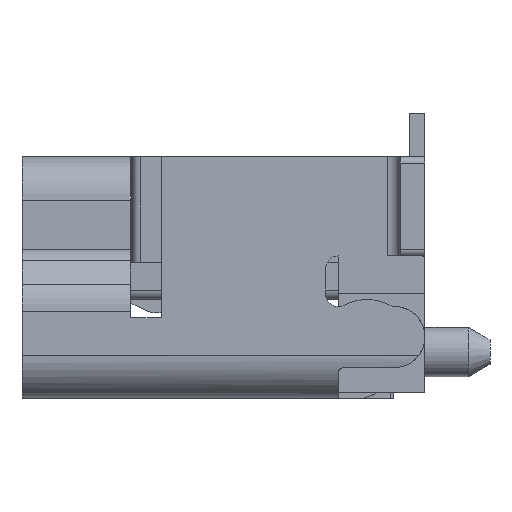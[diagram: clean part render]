
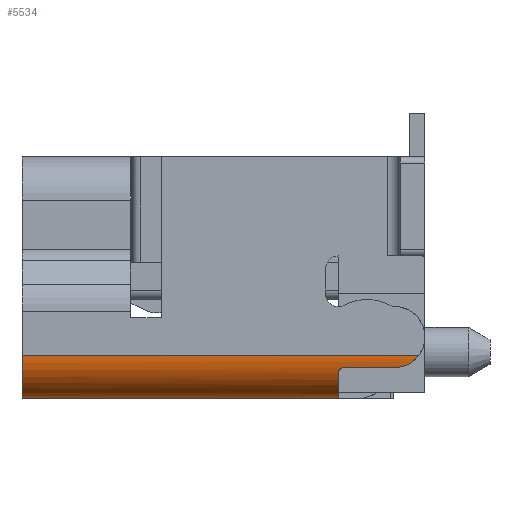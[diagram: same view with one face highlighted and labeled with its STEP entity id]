
A CAD part, left-side view. The second image highlights one B-rep face of the part: STEP entity #5534.
In plain terms, the highlighted cylindrical face has radius 0.7 mm (diameter 1.4 mm), a partial arc.
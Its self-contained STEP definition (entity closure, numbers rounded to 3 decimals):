
#383 = CARTESIAN_POINT ( 'NONE',  ( -3.767, -4.648, 0.386 ) ) ;
#449 = CARTESIAN_POINT ( 'NONE',  ( -3.737, -4.6, 0.309 ) ) ;
#491 = CARTESIAN_POINT ( 'NONE',  ( -3.8, -2.721, 0.6 ) ) ;
#828 = DIRECTION ( 'NONE',  ( 0., 1., 0. ) ) ;
#876 = DIRECTION ( 'NONE',  ( 0., -1., 0. ) ) ;
#1522 = EDGE_CURVE ( 'NONE', #17220, #7037, #2903, .T. ) ;
#1973 = CARTESIAN_POINT ( 'NONE',  ( -3.769, -4.668, 0.395 ) ) ;
#2022 = EDGE_CURVE ( 'NONE', #9968, #10353, #12724, .T. ) ;
#2059 = CARTESIAN_POINT ( 'NONE',  ( -3.771, -5.508, 0.4 ) ) ;
#2347 = CARTESIAN_POINT ( 'NONE',  ( -3.1, -5.942, 0.6 ) ) ;
#2578 = CARTESIAN_POINT ( 'NONE',  ( -3.8, 0.5, 0.6 ) ) ;
#2741 = VERTEX_POINT ( 'NONE', #12143 ) ;
#2762 = VERTEX_POINT ( 'NONE', #7699 ) ;
#2903 = LINE ( 'NONE', #18849, #16901 ) ;
#3171 = FACE_OUTER_BOUND ( 'NONE', #10844, .T. ) ;
#3260 = CARTESIAN_POINT ( 'NONE',  ( -3.77, -4.678, 0.398 ) ) ;
#3393 = CARTESIAN_POINT ( 'NONE',  ( -3.8, -5.904, 0.6 ) ) ;
#3718 = CARTESIAN_POINT ( 'NONE',  ( -3.1, -4.6, 0.6 ) ) ;
#3889 = DIRECTION ( 'NONE',  ( -1., 0., 0. ) ) ;
#3922 = ORIENTED_EDGE ( 'NONE', *, *, #5522, .T. ) ;
#3971 = CARTESIAN_POINT ( 'NONE',  ( -3.1, 0.5, 0.6 ) ) ;
#4249 = AXIS2_PLACEMENT_3D ( 'NONE', #2347, #4309, #11614 ) ;
#4309 = DIRECTION ( 'NONE',  ( 0., 1., 0. ) ) ;
#4838 = AXIS2_PLACEMENT_3D ( 'NONE', #3971, #8385, #15774 ) ;
#4908 = CARTESIAN_POINT ( 'NONE',  ( -3.771, -5.585, 0.4 ) ) ;
#5522 = EDGE_CURVE ( 'NONE', #16459, #2762, #15090, .T. ) ;
#5534 = ADVANCED_FACE ( 'NONE', ( #3171 ), #14392, .T. ) ;
#5719 = CARTESIAN_POINT ( 'NONE',  ( -3.1, -2.5, -0.1 ) ) ;
#5848 = ORIENTED_EDGE ( 'NONE', *, *, #2022, .F. ) ;
#5857 = CARTESIAN_POINT ( 'NONE',  ( -3.771, -4.7, 0.4 ) ) ;
#6059 = ORIENTED_EDGE ( 'NONE', *, *, #15492, .F. ) ;
#6245 = CARTESIAN_POINT ( 'NONE',  ( -3.764, -4.64, 0.38 ) ) ;
#6752 = EDGE_CURVE ( 'NONE', #10353, #17220, #16584, .T. ) ;
#7037 = VERTEX_POINT ( 'NONE', #16066 ) ;
#7263 = VECTOR ( 'NONE', #876, 1000. ) ;
#7417 = DIRECTION ( 'NONE',  ( 0., 1., 0. ) ) ;
#7699 = CARTESIAN_POINT ( 'NONE',  ( -3.1, -4.6, -0.1 ) ) ;
#7789 = CARTESIAN_POINT ( 'NONE',  ( -3.762, -4.631, 0.373 ) ) ;
#7849 = CARTESIAN_POINT ( 'NONE',  ( -3.756, -4.618, 0.357 ) ) ;
#7854 = B_SPLINE_CURVE_WITH_KNOTS ( 'NONE', 3,
 ( #5857, #10345, #3260, #1973, #17933, #383, #6245, #7789, #15112, #7849, #14981, #13622, #10733, #12161, #449, #18064 ),
 .UNSPECIFIED., .F., .F.,
 ( 4, 3, 3, 3, 3, 4 ),
 ( 0., 0., 0., 0., 0., 0. ),
 .UNSPECIFIED. ) ;
#7864 = CARTESIAN_POINT ( 'NONE',  ( -3.8, -5.858, 0.538 ) ) ;
#7870 = ORIENTED_EDGE ( 'NONE', *, *, #6752, .F. ) ;
#8385 = DIRECTION ( 'NONE',  ( 0., 1., 0. ) ) ;
#8814 = CARTESIAN_POINT ( 'NONE',  ( -3.1, 0.5, -0.1 ) ) ;
#9409 = CARTESIAN_POINT ( 'NONE',  ( -3.792, -5.798, 0.487 ) ) ;
#9464 = ORIENTED_EDGE ( 'NONE', *, *, #12349, .F. ) ;
#9968 = VERTEX_POINT ( 'NONE', #2578 ) ;
#10345 = CARTESIAN_POINT ( 'NONE',  ( -3.771, -4.689, 0.4 ) ) ;
#10353 = VERTEX_POINT ( 'NONE', #3393 ) ;
#10438 = EDGE_CURVE ( 'NONE', #2762, #2741, #16569, .T. ) ;
#10733 = CARTESIAN_POINT ( 'NONE',  ( -3.745, -4.604, 0.328 ) ) ;
#10810 = CARTESIAN_POINT ( 'NONE',  ( -3.8, -5.904, 0.6 ) ) ;
#10844 = EDGE_LOOP ( 'NONE', ( #16562, #6059, #17024, #7870, #5848, #9464, #3922 ) ) ;
#11614 = DIRECTION ( 'NONE',  ( -1., 0., 0. ) ) ;
#12143 = CARTESIAN_POINT ( 'NONE',  ( -3.732, -4.6, 0.3 ) ) ;
#12161 = CARTESIAN_POINT ( 'NONE',  ( -3.741, -4.601, 0.319 ) ) ;
#12267 = VECTOR ( 'NONE', #14890, 1000. ) ;
#12349 = EDGE_CURVE ( 'NONE', #16459, #9968, #19012, .T. ) ;
#12724 = LINE ( 'NONE', #491, #12267 ) ;
#13622 = CARTESIAN_POINT ( 'NONE',  ( -3.749, -4.607, 0.338 ) ) ;
#14392 = CYLINDRICAL_SURFACE ( 'NONE', #4249, 0.7 ) ;
#14890 = DIRECTION ( 'NONE',  ( 0., -1., 0. ) ) ;
#14981 = CARTESIAN_POINT ( 'NONE',  ( -3.753, -4.612, 0.348 ) ) ;
#15090 = LINE ( 'NONE', #5719, #7263 ) ;
#15112 = CARTESIAN_POINT ( 'NONE',  ( -3.76, -4.624, 0.365 ) ) ;
#15492 = EDGE_CURVE ( 'NONE', #7037, #2741, #7854, .T. ) ;
#15531 = CARTESIAN_POINT ( 'NONE',  ( -3.771, -5.508, 0.4 ) ) ;
#15774 = DIRECTION ( 'NONE',  ( -1., 0., 0. ) ) ;
#16066 = CARTESIAN_POINT ( 'NONE',  ( -3.771, -4.7, 0.4 ) ) ;
#16459 = VERTEX_POINT ( 'NONE', #8814 ) ;
#16499 = AXIS2_PLACEMENT_3D ( 'NONE', #3718, #828, #3889 ) ;
#16535 = CARTESIAN_POINT ( 'NONE',  ( -3.777, -5.662, 0.419 ) ) ;
#16562 = ORIENTED_EDGE ( 'NONE', *, *, #10438, .T. ) ;
#16569 = CIRCLE ( 'NONE', #16499, 0.7 ) ;
#16584 = B_SPLINE_CURVE_WITH_KNOTS ( 'NONE', 3,
 ( #10810, #7864, #9409, #16535, #4908, #2059 ),
 .UNSPECIFIED., .F., .F.,
 ( 4, 2, 4 ),
 ( 0., 0., 0. ),
 .UNSPECIFIED. ) ;
#16901 = VECTOR ( 'NONE', #7417, 1000. ) ;
#17024 = ORIENTED_EDGE ( 'NONE', *, *, #1522, .F. ) ;
#17220 = VERTEX_POINT ( 'NONE', #15531 ) ;
#17933 = CARTESIAN_POINT ( 'NONE',  ( -3.768, -4.658, 0.391 ) ) ;
#18064 = CARTESIAN_POINT ( 'NONE',  ( -3.732, -4.6, 0.3 ) ) ;
#18849 = CARTESIAN_POINT ( 'NONE',  ( -3.771, -2.721, 0.4 ) ) ;
#19012 = CIRCLE ( 'NONE', #4838, 0.7 ) ;
